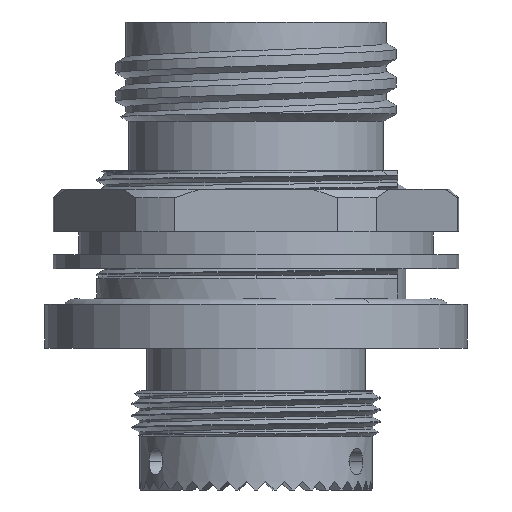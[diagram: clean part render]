
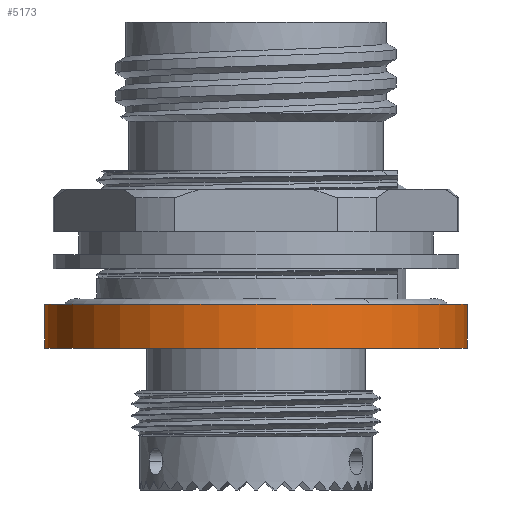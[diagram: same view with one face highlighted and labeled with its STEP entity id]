
A CAD part, front view. The second image highlights one B-rep face of the part: STEP entity #5173.
In plain terms, the highlighted cylindrical face has radius 18.923 mm (diameter 37.846 mm), a partial arc.
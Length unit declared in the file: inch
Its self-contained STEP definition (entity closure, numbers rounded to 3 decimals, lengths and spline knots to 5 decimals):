
#161 = VERTEX_POINT ( 'NONE', #563 ) ;
#563 = CARTESIAN_POINT ( 'NONE',  ( 0.745, 0., -1.15 ) ) ;
#1326 = DIRECTION ( 'NONE',  ( 1., 0., 0. ) ) ;
#2091 = VECTOR ( 'NONE', #2139, 39.37008 ) ;
#2139 = DIRECTION ( 'NONE',  ( 0., 0., 1. ) ) ;
#2483 = DIRECTION ( 'NONE',  ( 1., 0., 0. ) ) ;
#2930 = ORIENTED_EDGE ( 'NONE', *, *, #6252, .F. ) ;
#3108 = CARTESIAN_POINT ( 'NONE',  ( 0.745, 0., 0. ) ) ;
#3292 = ORIENTED_EDGE ( 'NONE', *, *, #14711, .T. ) ;
#3425 = DIRECTION ( 'NONE',  ( 0., 0., 1. ) ) ;
#3981 = CIRCLE ( 'NONE', #10495, 0.745 ) ;
#4106 = DIRECTION ( 'NONE',  ( 1., 0., 0. ) ) ;
#4233 = VERTEX_POINT ( 'NONE', #14190 ) ;
#4543 = LINE ( 'NONE', #3108, #6399 ) ;
#4770 = LINE ( 'NONE', #16471, #2091 ) ;
#5173 = ADVANCED_FACE ( 'NONE', ( #10575 ), #15747, .T. ) ;
#5373 = AXIS2_PLACEMENT_3D ( 'NONE', #7606, #15568, #1326 ) ;
#6252 = EDGE_CURVE ( 'NONE', #14017, #8120, #14460, .T. ) ;
#6399 = VECTOR ( 'NONE', #8446, 39.37008 ) ;
#7226 = CARTESIAN_POINT ( 'NONE',  ( -0.745, 0., -0.995 ) ) ;
#7606 = CARTESIAN_POINT ( 'NONE',  ( 0., 0., 0. ) ) ;
#7663 = CARTESIAN_POINT ( 'NONE',  ( 0., 0., -1.15 ) ) ;
#8120 = VERTEX_POINT ( 'NONE', #13249 ) ;
#8446 = DIRECTION ( 'NONE',  ( 0., 0., 1. ) ) ;
#10148 = AXIS2_PLACEMENT_3D ( 'NONE', #14096, #3425, #2483 ) ;
#10495 = AXIS2_PLACEMENT_3D ( 'NONE', #7663, #14188, #4106 ) ;
#10575 = FACE_OUTER_BOUND ( 'NONE', #12143, .T. ) ;
#10772 = ORIENTED_EDGE ( 'NONE', *, *, #15364, .F. ) ;
#12143 = EDGE_LOOP ( 'NONE', ( #10772, #3292, #13047, #2930 ) ) ;
#13047 = ORIENTED_EDGE ( 'NONE', *, *, #13515, .T. ) ;
#13249 = CARTESIAN_POINT ( 'NONE',  ( 0.745, 0., -0.995 ) ) ;
#13515 = EDGE_CURVE ( 'NONE', #161, #8120, #4543, .T. ) ;
#14017 = VERTEX_POINT ( 'NONE', #7226 ) ;
#14096 = CARTESIAN_POINT ( 'NONE',  ( 0., 0., -0.995 ) ) ;
#14188 = DIRECTION ( 'NONE',  ( 0., 0., 1. ) ) ;
#14190 = CARTESIAN_POINT ( 'NONE',  ( -0.745, 0., -1.15 ) ) ;
#14460 = CIRCLE ( 'NONE', #10148, 0.745 ) ;
#14711 = EDGE_CURVE ( 'NONE', #4233, #161, #3981, .T. ) ;
#15364 = EDGE_CURVE ( 'NONE', #4233, #14017, #4770, .T. ) ;
#15568 = DIRECTION ( 'NONE',  ( 0., 0., 1. ) ) ;
#15747 = CYLINDRICAL_SURFACE ( 'NONE', #5373, 0.745 ) ;
#16471 = CARTESIAN_POINT ( 'NONE',  ( -0.745, 0., 0. ) ) ;
